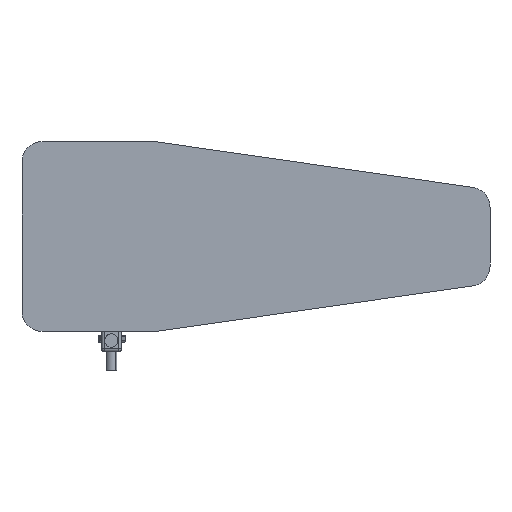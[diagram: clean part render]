
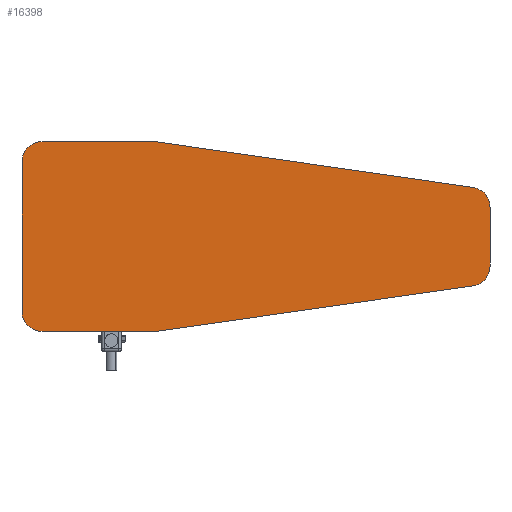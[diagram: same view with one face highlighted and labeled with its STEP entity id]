
A CAD part, front view. The second image highlights one B-rep face of the part: STEP entity #16398.
In plain terms, the highlighted planar face has unit normal (0, -1, 0).
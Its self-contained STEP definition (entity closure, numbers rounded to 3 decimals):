
#997 = EDGE_CURVE ( 'NONE', #4710, #4267, #34726, .T. ) ;
#1744 = VERTEX_POINT ( 'NONE', #3403 ) ;
#2250 = EDGE_CURVE ( 'NONE', #15162, #4710, #32601, .T. ) ;
#2401 = VERTEX_POINT ( 'NONE', #16995 ) ;
#2944 = CARTESIAN_POINT ( 'NONE',  ( 0., 0., -127. ) ) ;
#3061 = VERTEX_POINT ( 'NONE', #32685 ) ;
#3403 = CARTESIAN_POINT ( 'NONE',  ( 337.138, 0., -107.852 ) ) ;
#4267 = VERTEX_POINT ( 'NONE', #30574 ) ;
#4710 = VERTEX_POINT ( 'NONE', #34149 ) ;
#5459 = CARTESIAN_POINT ( 'NONE',  ( 15., 0., 0. ) ) ;
#5661 = VECTOR ( 'NONE', #11856, 1000. ) ;
#6279 = CARTESIAN_POINT ( 'NONE',  ( 15., 0., -127. ) ) ;
#6697 = VERTEX_POINT ( 'NONE', #32281 ) ;
#7036 = DIRECTION ( 'NONE',  ( 0., 1., 0. ) ) ;
#7044 = CARTESIAN_POINT ( 'NONE',  ( 335., 0., -93.005 ) ) ;
#7887 = VECTOR ( 'NONE', #24263, 1000. ) ;
#7931 = ORIENTED_EDGE ( 'NONE', *, *, #28068, .F. ) ;
#7948 = EDGE_CURVE ( 'NONE', #4267, #1744, #14626, .T. ) ;
#9020 = DIRECTION ( 'NONE',  ( 0., 0., -1. ) ) ;
#9765 = DIRECTION ( 'NONE',  ( 0., 0., -1. ) ) ;
#11206 = CARTESIAN_POINT ( 'NONE',  ( 337.138, 0., -34.148 ) ) ;
#11372 = ORIENTED_EDGE ( 'NONE', *, *, #2250, .F. ) ;
#11856 = DIRECTION ( 'NONE',  ( -1., 0., 0. ) ) ;
#12270 = AXIS2_PLACEMENT_3D ( 'NONE', #23124, #7036, #25839 ) ;
#12307 = CARTESIAN_POINT ( 'NONE',  ( 15., 0., -142. ) ) ;
#12324 = CARTESIAN_POINT ( 'NONE',  ( 337.138, 0., -34.148 ) ) ;
#12328 = AXIS2_PLACEMENT_3D ( 'NONE', #6279, #25091, #9020 ) ;
#12814 = LINE ( 'NONE', #12307, #5661 ) ;
#13879 = EDGE_CURVE ( 'NONE', #1744, #21851, #21995, .T. ) ;
#13922 = PLANE ( 'NONE',  #28319 ) ;
#14174 = ORIENTED_EDGE ( 'NONE', *, *, #34275, .F. ) ;
#14485 = ORIENTED_EDGE ( 'NONE', *, *, #23888, .F. ) ;
#14626 = CIRCLE ( 'NONE', #25684, 15. ) ;
#15056 = LINE ( 'NONE', #5459, #7887 ) ;
#15134 = EDGE_CURVE ( 'NONE', #29123, #2401, #22386, .T. ) ;
#15162 = VERTEX_POINT ( 'NONE', #12324 ) ;
#15360 = CARTESIAN_POINT ( 'NONE',  ( 335., 0., -48.995 ) ) ;
#15620 = ORIENTED_EDGE ( 'NONE', *, *, #29381, .F. ) ;
#15781 = CARTESIAN_POINT ( 'NONE',  ( 100., 0., -142. ) ) ;
#15814 = VECTOR ( 'NONE', #28785, 1000. ) ;
#16398 = ADVANCED_FACE ( 'NONE', ( #17798 ), #13922, .F. ) ;
#16995 = CARTESIAN_POINT ( 'NONE',  ( 15., 0., 0. ) ) ;
#17798 = FACE_OUTER_BOUND ( 'NONE', #23781, .T. ) ;
#18039 = DIRECTION ( 'NONE',  ( 0., 0., 1. ) ) ;
#18826 = ORIENTED_EDGE ( 'NONE', *, *, #13879, .F. ) ;
#19195 = DIRECTION ( 'NONE',  ( 0., 1., 0. ) ) ;
#20088 = CARTESIAN_POINT ( 'NONE',  ( 350., 0., -48.995 ) ) ;
#20161 = VERTEX_POINT ( 'NONE', #2944 ) ;
#20414 = VECTOR ( 'NONE', #30957, 1000. ) ;
#20870 = VECTOR ( 'NONE', #30021, 1000. ) ;
#21132 = VECTOR ( 'NONE', #33334, 1000. ) ;
#21851 = VERTEX_POINT ( 'NONE', #15781 ) ;
#21904 = CARTESIAN_POINT ( 'NONE',  ( 335., 0., -48.995 ) ) ;
#21995 = LINE ( 'NONE', #25300, #21132 ) ;
#22386 = CIRCLE ( 'NONE', #12270, 15. ) ;
#23124 = CARTESIAN_POINT ( 'NONE',  ( 15., 0., -15. ) ) ;
#23781 = EDGE_LOOP ( 'NONE', ( #11372, #7931, #14485, #33378, #15620, #14174, #25396, #18826, #24778, #31501 ) ) ;
#23888 = EDGE_CURVE ( 'NONE', #2401, #6697, #15056, .T. ) ;
#24263 = DIRECTION ( 'NONE',  ( 1., 0., 0. ) ) ;
#24778 = ORIENTED_EDGE ( 'NONE', *, *, #7948, .F. ) ;
#25091 = DIRECTION ( 'NONE',  ( 0., 1., 0. ) ) ;
#25300 = CARTESIAN_POINT ( 'NONE',  ( 100., 0., -142. ) ) ;
#25396 = ORIENTED_EDGE ( 'NONE', *, *, #26543, .F. ) ;
#25574 = AXIS2_PLACEMENT_3D ( 'NONE', #15360, #34158, #18039 ) ;
#25684 = AXIS2_PLACEMENT_3D ( 'NONE', #7044, #25848, #9765 ) ;
#25839 = DIRECTION ( 'NONE',  ( 0., 0., -1. ) ) ;
#25848 = DIRECTION ( 'NONE',  ( 0., 1., 0. ) ) ;
#26053 = CARTESIAN_POINT ( 'NONE',  ( 0., 0., -15. ) ) ;
#26543 = EDGE_CURVE ( 'NONE', #21851, #3061, #12814, .T. ) ;
#28068 = EDGE_CURVE ( 'NONE', #6697, #15162, #28093, .T. ) ;
#28093 = LINE ( 'NONE', #11206, #20870 ) ;
#28101 = CARTESIAN_POINT ( 'NONE',  ( 0., 0., -15. ) ) ;
#28319 = AXIS2_PLACEMENT_3D ( 'NONE', #21904, #19195, #32764 ) ;
#28340 = CIRCLE ( 'NONE', #12328, 15. ) ;
#28785 = DIRECTION ( 'NONE',  ( 0., 0., 1. ) ) ;
#29123 = VERTEX_POINT ( 'NONE', #28101 ) ;
#29381 = EDGE_CURVE ( 'NONE', #20161, #29123, #30161, .T. ) ;
#30021 = DIRECTION ( 'NONE',  ( 0.99, 0., -0.143 ) ) ;
#30161 = LINE ( 'NONE', #26053, #15814 ) ;
#30574 = CARTESIAN_POINT ( 'NONE',  ( 350., 0., -93.005 ) ) ;
#30957 = DIRECTION ( 'NONE',  ( 0., 0., -1. ) ) ;
#31501 = ORIENTED_EDGE ( 'NONE', *, *, #997, .F. ) ;
#32281 = CARTESIAN_POINT ( 'NONE',  ( 100., 0., 0. ) ) ;
#32601 = CIRCLE ( 'NONE', #25574, 15. ) ;
#32685 = CARTESIAN_POINT ( 'NONE',  ( 15., 0., -142. ) ) ;
#32764 = DIRECTION ( 'NONE',  ( 0., 0., 1. ) ) ;
#33334 = DIRECTION ( 'NONE',  ( -0.99, 0., -0.143 ) ) ;
#33378 = ORIENTED_EDGE ( 'NONE', *, *, #15134, .F. ) ;
#34149 = CARTESIAN_POINT ( 'NONE',  ( 350., 0., -48.995 ) ) ;
#34158 = DIRECTION ( 'NONE',  ( 0., 1., 0. ) ) ;
#34275 = EDGE_CURVE ( 'NONE', #3061, #20161, #28340, .T. ) ;
#34726 = LINE ( 'NONE', #20088, #20414 ) ;
